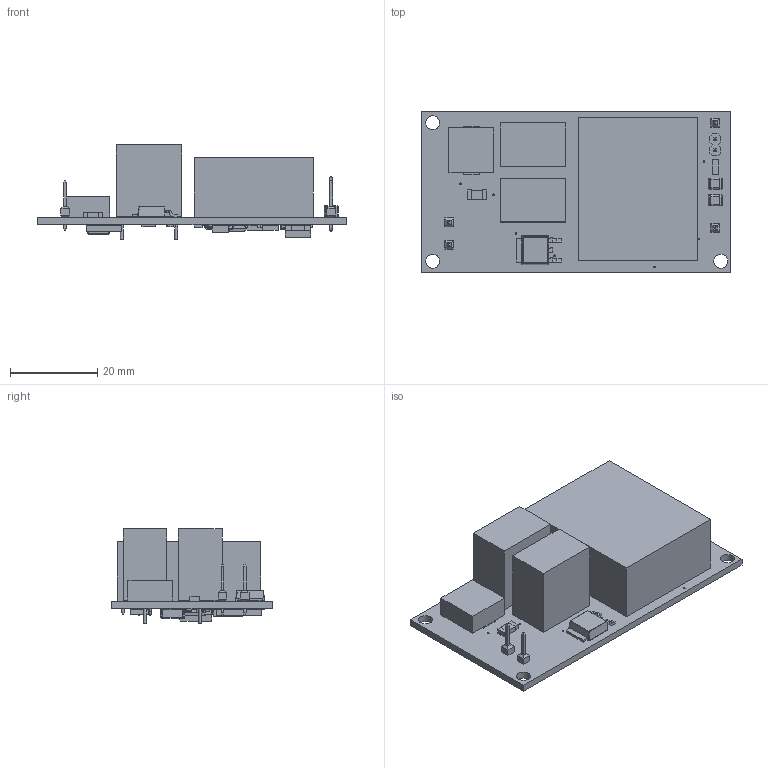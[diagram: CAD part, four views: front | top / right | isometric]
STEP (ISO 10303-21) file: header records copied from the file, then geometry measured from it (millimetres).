
FILE_DESCRIPTION(/* description */ (''),/* implementation_level */ '2;1');
FILE_NAME(/* name */ '8e1126a0-30ef-4246-ac4a-6faf69def289.stp',/* time_stamp */ '2023-02-14T21:04:22Z',/* author */ (''),/* organization */ (''),/* preprocessor_version */ 'ST-DEVELOPER v19.2',/* originating_system */ 'Autodesk Translation Framework v11.17.0.187',/* authorisation */ '');
FILE_SCHEMA (('AUTOMOTIVE_DESIGN { 1 0 10303 214 3 1 1 }'));
Length unit declared in the file: millimetre
Products named in the file (85): 8e1126a0-30ef-4246-ac4a-6faf69def289; PCB Component; Board; CD-DF406SL; Body; Pins; CD214B-FS2K; Body (1); Pins (1); 1SS406,H3F; Body (2); FilletPinL; FilletPinR; MBR5U100-TP; Body (3); Pins (2); UCC28730QDRQ1; BODY-SO; LEAD-D0007A; UCC24650DBVR; BODY-SOT; LEAD-SOT; LEAD-DUMMY; 1X01; 1X01 (1); 1X02; APHD1608LCGCK; 750311771; IPN70R1K2P7SATMA1; FQD2P40TM; 820m; 5k; ERA-8ARW7152V; ERA-6AEB2742V; ERA-6VEB1000V; solidBody; Terminal; solidTop; CR1206-FX-6491ELF; term1 ...
Assembly tree (95 placements, depth 4):
  8e1126a0-30ef-4246-ac4a-6faf69def289
    PCB Component
      Board
      CD-DF406SL
        Body
        Pins
      CD214B-FS2K
        Body (1)
        Pins (1)
      1SS406,H3F
        Body (2)
        FilletPinL
        FilletPinR
      MBR5U100-TP
        Body (3)
        Pins (2)
      UCC28730QDRQ1
        BODY-SO
        LEAD-D0007A  x7
      UCC24650DBVR
        BODY-SOT
        LEAD-SOT  x5
        LEAD-DUMMY
      1X01
      1X01 (1)
      1X02
      APHD1608LCGCK
      750311771
      IPN70R1K2P7SATMA1
      FQD2P40TM
      820m
      5k
      ERA-8ARW7152V
      ERA-6AEB2742V
      ERA-6VEB1000V
        solidBody
        Terminal
        solidTop
      CR1206-FX-6491ELF
        term1
        term2
        body_1
      ERA-6AEB2742V_1
      ERA-6AEB2742V_2
        solidBody (1)
        solidTop (1)
        solidTerminal1
        solidTerminal2
        solidTerminal3
      UDZLVTE-17150
      890334024005
        Body (4)
        Leads
      CL21A475KLCLQNC  x2
      CRCW12062M74FKEA
      CRCW0805200MJPEAHR
        term1 (1)
        term2 (1)
        body (1)_1
      EMK325ABJ107MM-T
Bounding box: 70.79 x 36.82 x 21.6 mm (x, y, z)
Volume: 22774.1 mm3; surface area: 13761.2 mm2
Topology: 93 solids, 93 shells, 1363 faces, 3086 edges, 1908 vertices
Faces by surface type: plane 950, cylinder 321, sphere 84, bspline 8
Full cylindrical faces by diameter (mm): 0.3 x1, 0.35 x23, 0.7 x4, 0.9 x4, 1.016 x6, 3.2 x3
Entity records: 37067 total; most frequent: CARTESIAN_POINT 6647, DIRECTION 6044, ORIENTED_EDGE 5416, EDGE_CURVE 2708, LINE 2146, VECTOR 2146, AXIS2_PLACEMENT_3D 1949, VERTEX_POINT 1672
